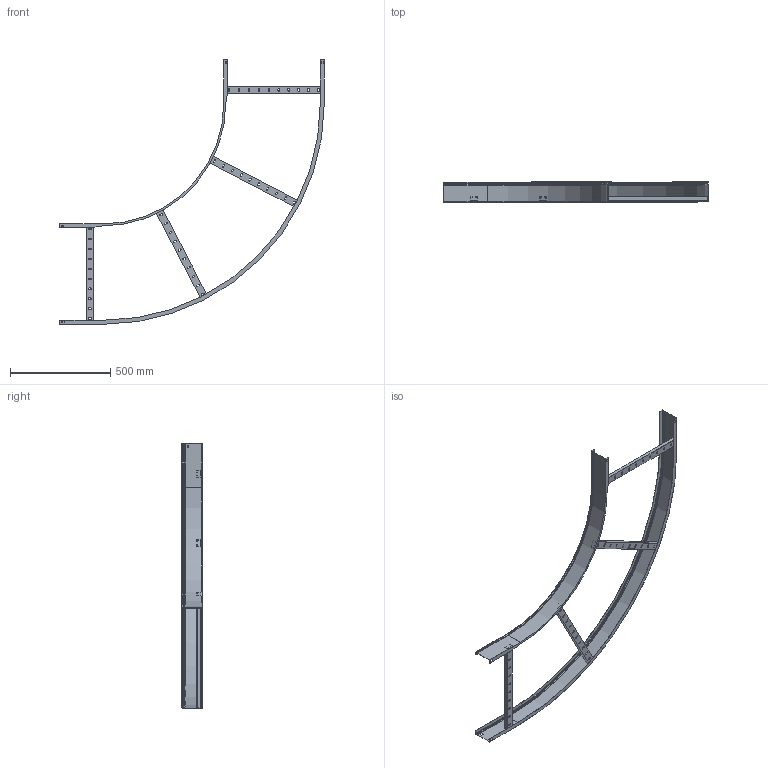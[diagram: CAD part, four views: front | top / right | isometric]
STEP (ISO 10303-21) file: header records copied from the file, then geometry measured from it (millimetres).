
FILE_DESCRIPTION (( 'STEP AP214' ), '1' );
FILE_NAME ('EAPG05-4--13.STEP', '2021-03-08T15:45:02', ( '' ), ( '' ), 'SwSTEP 2.0', 'SolidWorks 2017', '' );
FILE_SCHEMA (( 'AUTOMOTIVE_DESIGN' ));
Length unit declared in the file: millimetre
Products named in the file (4): ÊÈÂÀ 195.06.01 Ëîíæåðîí áàçîâûé-00_-02; 嗜吕 195.06.02 祟礞屦铐 铗忮蝽-00_-13; ÊÈÂÀ 095.00.03 Ïëàíêà ïîïåðå÷íàÿ-00_-04; EAPG05-4--13
Assembly tree (6 placements, depth 2):
  EAPG05-4--13
    ÊÈÂÀ 195.06.01 Ëîíæåðîí áàçîâûé-00_-02
    ÊÈÂÀ 095.00.03 Ïëàíêà ïîïåðå÷íàÿ-00_-04  x4
    嗜吕 195.06.02 祟礞屦铐 铗忮蝽-00_-13
Bounding box: 1317.6 x 100 x 1317 mm (x, y, z)
Volume: 769733.2 mm3; surface area: 1299825.2 mm2
Topology: 6 solids, 6 shells, 502 faces, 1330 edges, 840 vertices
Faces by surface type: plane 340, cylinder 136, torus 18, cone 8
Entity records: 8670 total; most frequent: DIRECTION 1494, CARTESIAN_POINT 1451, ORIENTED_EDGE 1436, EDGE_CURVE 718, VECTOR 544, LINE 544, AXIS2_PLACEMENT_3D 475, VERTEX_POINT 432
